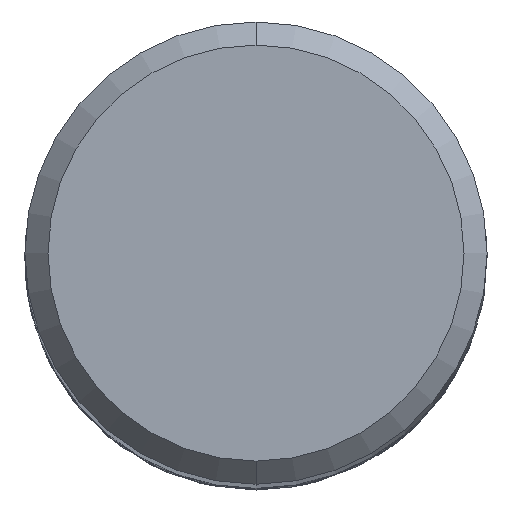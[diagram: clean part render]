
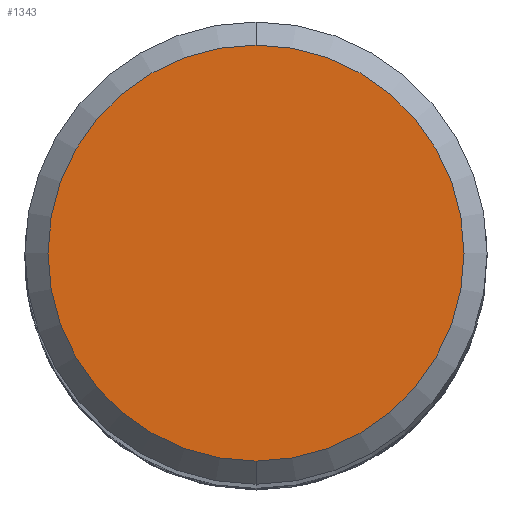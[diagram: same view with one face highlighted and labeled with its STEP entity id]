
A CAD part, top view. The second image highlights one B-rep face of the part: STEP entity #1343.
In plain terms, the highlighted planar face has unit normal (0, 0, 1).
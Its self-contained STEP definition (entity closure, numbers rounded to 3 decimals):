
#521=EDGE_CURVE('',#1087,#869,#1462,.T.);
#869=VERTEX_POINT('',#1846);
#903=EDGE_CURVE('',#869,#1087,#1886,.T.);
#1087=VERTEX_POINT('',#2084);
#1343=ADVANCED_FACE('',(#2357),#2358,.T.);
#1462=CIRCLE('',#2819,3.6);
#1846=CARTESIAN_POINT('',(0.0,3.6,0.0));
#1886=CIRCLE('',#8323,3.6);
#2084=CARTESIAN_POINT('',(0.,-3.6,0.0));
#2357=FACE_OUTER_BOUND('',#12576,.T.);
#2358=PLANE('',#12577);
#2819=AXIS2_PLACEMENT_3D('',#13634,#13635,#13636);
#8323=AXIS2_PLACEMENT_3D('',#14123,#14124,#14125);
#12576=EDGE_LOOP('',(#14530,#14531));
#12577=AXIS2_PLACEMENT_3D('',#14532,#14533,#14534);
#13634=CARTESIAN_POINT('',(0.0,0.0,0.0));
#13635=DIRECTION('',(0.0,0.0,-1.0));
#13636=DIRECTION('',(0.0,1.0,0.0));
#14123=CARTESIAN_POINT('',(0.0,0.0,0.0));
#14124=DIRECTION('',(0.0,0.0,-1.0));
#14125=DIRECTION('',(0.0,1.0,0.0));
#14530=ORIENTED_EDGE('',*,*,#903,.F.);
#14531=ORIENTED_EDGE('',*,*,#521,.F.);
#14532=CARTESIAN_POINT('',(0.0,1.8,0.0));
#14533=DIRECTION('',(-0.0,0.0,1.0));
#14534=DIRECTION('',(0.0,-1.0,0.0));
